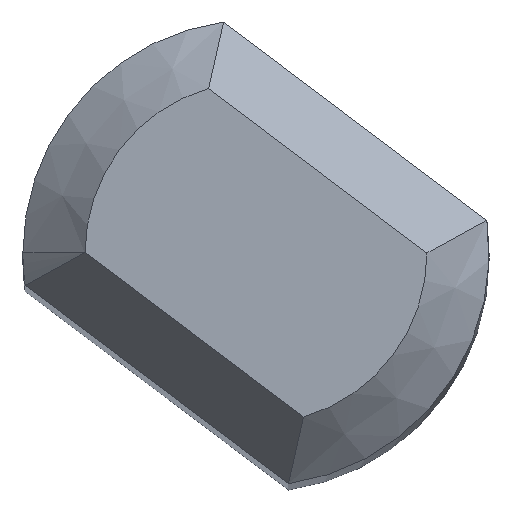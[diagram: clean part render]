
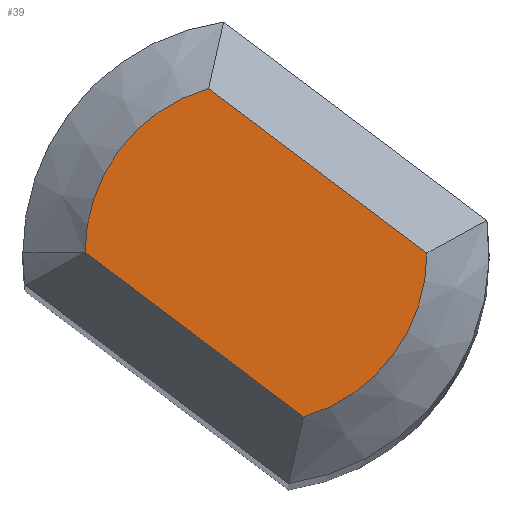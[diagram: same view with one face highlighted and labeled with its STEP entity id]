
A CAD part, top view. The second image highlights one B-rep face of the part: STEP entity #39.
In plain terms, the highlighted planar face has unit normal (0, 0, 1).
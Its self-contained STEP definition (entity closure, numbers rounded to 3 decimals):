
#36 = AXIS2_PLACEMENT_3D ( 'NONE', #195, #359, #478 ) ;
#37 = DIRECTION ( 'NONE',  ( -0.799, 0.602, 0. ) ) ;
#39 = ADVANCED_FACE ( 'NONE', ( #303 ), #87, .T. ) ;
#60 = EDGE_LOOP ( 'NONE', ( #377, #140, #370, #505 ) ) ;
#68 = CARTESIAN_POINT ( 'NONE',  ( -19.131, 0.418, 60. ) ) ;
#85 = EDGE_CURVE ( 'NONE', #357, #290, #123, .T. ) ;
#87 = PLANE ( 'NONE',  #388 ) ;
#123 = LINE ( 'NONE', #153, #197 ) ;
#140 = ORIENTED_EDGE ( 'NONE', *, *, #351, .T. ) ;
#150 = DIRECTION ( 'NONE',  ( 0., 0., 1. ) ) ;
#153 = CARTESIAN_POINT ( 'NONE',  ( -4.736, -6.288, 60. ) ) ;
#195 = CARTESIAN_POINT ( 'NONE',  ( -19.894, 3.06, 60. ) ) ;
#197 = VECTOR ( 'NONE', #37, 1000. ) ;
#216 = EDGE_CURVE ( 'NONE', #476, #243, #291, .T. ) ;
#243 = VERTEX_POINT ( 'NONE', #68 ) ;
#248 = DIRECTION ( 'NONE',  ( 0.799, -0.602, 0. ) ) ;
#252 = VECTOR ( 'NONE', #248, 1000. ) ;
#268 = CIRCLE ( 'NONE', #36, 2.75 ) ;
#271 = DIRECTION ( 'NONE',  ( 1., 0., 0. ) ) ;
#290 = VERTEX_POINT ( 'NONE', #414 ) ;
#291 = LINE ( 'NONE', #445, #252 ) ;
#299 = DIRECTION ( 'NONE',  ( 1., 0., 0. ) ) ;
#303 = FACE_OUTER_BOUND ( 'NONE', #60, .T. ) ;
#351 = EDGE_CURVE ( 'NONE', #243, #357, #470, .T. ) ;
#357 = VERTEX_POINT ( 'NONE', #458 ) ;
#359 = DIRECTION ( 'NONE',  ( 0., 0., 1. ) ) ;
#370 = ORIENTED_EDGE ( 'NONE', *, *, #85, .T. ) ;
#373 = EDGE_CURVE ( 'NONE', #290, #476, #268, .T. ) ;
#377 = ORIENTED_EDGE ( 'NONE', *, *, #216, .T. ) ;
#381 = CARTESIAN_POINT ( 'NONE',  ( -19.894, 3.06, 60. ) ) ;
#388 = AXIS2_PLACEMENT_3D ( 'NONE', #469, #150, #271 ) ;
#414 = CARTESIAN_POINT ( 'NONE',  ( -20.657, 5.703, 60. ) ) ;
#445 = CARTESIAN_POINT ( 'NONE',  ( -6.724, -8.927, 60. ) ) ;
#451 = AXIS2_PLACEMENT_3D ( 'NONE', #381, #498, #299 ) ;
#458 = CARTESIAN_POINT ( 'NONE',  ( -17.144, 3.057, 60. ) ) ;
#469 = CARTESIAN_POINT ( 'NONE',  ( 0., 0., 60. ) ) ;
#470 = CIRCLE ( 'NONE', #451, 2.75 ) ;
#474 = CARTESIAN_POINT ( 'NONE',  ( -22.644, 3.064, 60. ) ) ;
#476 = VERTEX_POINT ( 'NONE', #474 ) ;
#478 = DIRECTION ( 'NONE',  ( 1., 0., 0. ) ) ;
#498 = DIRECTION ( 'NONE',  ( 0., 0., 1. ) ) ;
#505 = ORIENTED_EDGE ( 'NONE', *, *, #373, .T. ) ;
